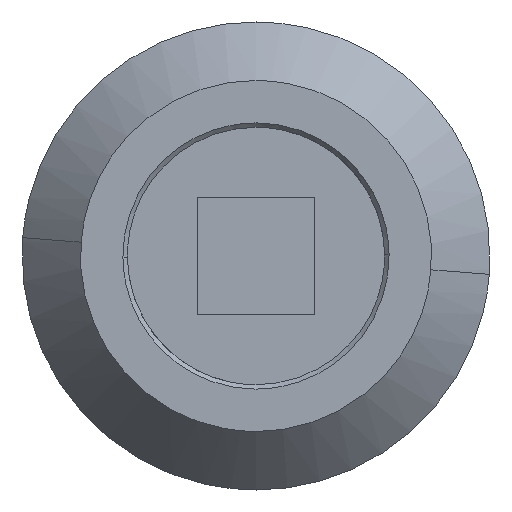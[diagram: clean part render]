
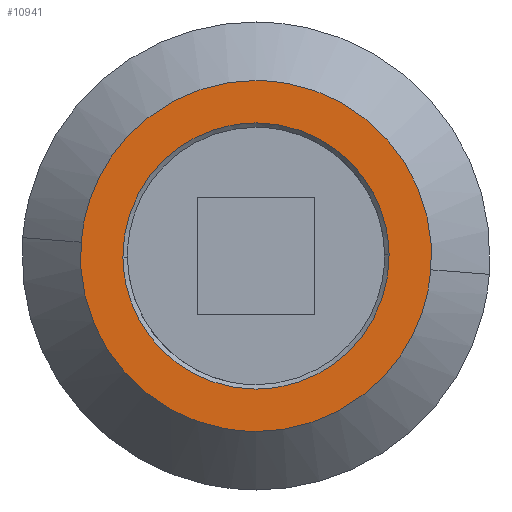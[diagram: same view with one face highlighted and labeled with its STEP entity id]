
A CAD part, front view. The second image highlights one B-rep face of the part: STEP entity #10941.
In plain terms, the highlighted free-form (B-spline) face has degree [1, 1] with [2, 2] control points.
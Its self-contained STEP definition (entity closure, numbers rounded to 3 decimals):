
#10543=CARTESIAN_POINT('',(-9.1,-6.,-0.079));
#10544=VERTEX_POINT('',#10543);
#10550=CARTESIAN_POINT('',(0.,-6.,-9.1));
#10551=VERTEX_POINT('',#10550);
#10552=CARTESIAN_POINT('',(0.,-6.,-9.1));
#10553=CARTESIAN_POINT('',(-9.021,-6.,-9.1));
#10554=CARTESIAN_POINT('',(-9.1,-6.,-0.079));
#10562=(BOUNDED_CURVE()B_SPLINE_CURVE(2,(#10552,#10553,#10554),.UNSPECIFIED.,.F.,.U.)B_SPLINE_CURVE_WITH_KNOTS((3,3),(0.5,0.748),.UNSPECIFIED.)CURVE()GEOMETRIC_REPRESENTATION_ITEM()RATIONAL_B_SPLINE_CURVE((1.0,0.709,0.996))REPRESENTATION_ITEM(''));
#10563=EDGE_CURVE('',#10551,#10544,#10562,.T.);
#10565=CARTESIAN_POINT('',(9.1,-6.,0.079));
#10566=VERTEX_POINT('',#10565);
#10567=CARTESIAN_POINT('',(9.1,-6.,0.079));
#10568=CARTESIAN_POINT('',(9.1,-6.,0.04));
#10569=CARTESIAN_POINT('',(9.1,-6.,0.));
#10570=CARTESIAN_POINT('',(9.1,-6.,-9.1));
#10571=CARTESIAN_POINT('',(0.,-6.,-9.1));
#10579=(BOUNDED_CURVE()B_SPLINE_CURVE(2,(#10567,#10568,#10569,#10570,#10571),.UNSPECIFIED.,.F.,.U.)B_SPLINE_CURVE_WITH_KNOTS((3,2,3),(0.248,0.25,0.5),.UNSPECIFIED.)CURVE()GEOMETRIC_REPRESENTATION_ITEM()RATIONAL_B_SPLINE_CURVE((0.996,0.998,1.0,0.707,1.0))REPRESENTATION_ITEM(''));
#10580=EDGE_CURVE('',#10566,#10551,#10579,.T.);
#10614=CARTESIAN_POINT('',(0.,-6.,9.1));
#10615=VERTEX_POINT('',#10614);
#10616=CARTESIAN_POINT('',(0.,-6.,9.1));
#10617=CARTESIAN_POINT('',(9.021,-6.,9.1));
#10618=CARTESIAN_POINT('',(9.1,-6.,0.079));
#10626=(BOUNDED_CURVE()B_SPLINE_CURVE(2,(#10616,#10617,#10618),.UNSPECIFIED.,.F.,.U.)B_SPLINE_CURVE_WITH_KNOTS((3,3),(0.0,0.248),.UNSPECIFIED.)CURVE()GEOMETRIC_REPRESENTATION_ITEM()RATIONAL_B_SPLINE_CURVE((1.0,0.709,0.996))REPRESENTATION_ITEM(''));
#10627=EDGE_CURVE('',#10615,#10566,#10626,.T.);
#10629=CARTESIAN_POINT('',(-9.1,-6.,-0.079));
#10630=CARTESIAN_POINT('',(-9.1,-6.,-0.04));
#10631=CARTESIAN_POINT('',(-9.1,-6.,0.));
#10632=CARTESIAN_POINT('',(-9.1,-6.,9.1));
#10633=CARTESIAN_POINT('',(0.,-6.,9.1));
#10641=(BOUNDED_CURVE()B_SPLINE_CURVE(2,(#10629,#10630,#10631,#10632,#10633),.UNSPECIFIED.,.F.,.U.)B_SPLINE_CURVE_WITH_KNOTS((3,2,3),(0.748,0.75,1.0),.UNSPECIFIED.)CURVE()GEOMETRIC_REPRESENTATION_ITEM()RATIONAL_B_SPLINE_CURVE((0.996,0.998,1.0,0.707,1.0))REPRESENTATION_ITEM(''));
#10642=EDGE_CURVE('',#10544,#10615,#10641,.T.);
#10819=CARTESIAN_POINT('',(-11.963,-6.,0.942));
#10820=VERTEX_POINT('',#10819);
#10826=CARTESIAN_POINT('',(0.,-6.,12.));
#10827=VERTEX_POINT('',#10826);
#10828=CARTESIAN_POINT('',(0.,-6.,12.));
#10829=CARTESIAN_POINT('',(-11.093,-6.,12.));
#10830=CARTESIAN_POINT('',(-11.963,-6.,0.942));
#10838=(BOUNDED_CURVE()B_SPLINE_CURVE(2,(#10828,#10829,#10830),.UNSPECIFIED.,.F.,.U.)B_SPLINE_CURVE_WITH_KNOTS((3,3),(0.0,0.236),.UNSPECIFIED.)CURVE()GEOMETRIC_REPRESENTATION_ITEM()RATIONAL_B_SPLINE_CURVE((1.0,0.723,0.97))REPRESENTATION_ITEM(''));
#10839=EDGE_CURVE('',#10827,#10820,#10838,.T.);
#10841=CARTESIAN_POINT('',(11.963,-6.,-0.942));
#10842=VERTEX_POINT('',#10841);
#10843=CARTESIAN_POINT('',(11.963,-6.,-0.942));
#10844=CARTESIAN_POINT('',(12.,-6.,-0.471));
#10845=CARTESIAN_POINT('',(12.,-6.,0.));
#10846=CARTESIAN_POINT('',(12.,-6.,12.));
#10847=CARTESIAN_POINT('',(0.,-6.,12.));
#10855=(BOUNDED_CURVE()B_SPLINE_CURVE(2,(#10843,#10844,#10845,#10846,#10847),.UNSPECIFIED.,.F.,.U.)B_SPLINE_CURVE_WITH_KNOTS((3,2,3),(0.736,0.75,1.0),.UNSPECIFIED.)CURVE()GEOMETRIC_REPRESENTATION_ITEM()RATIONAL_B_SPLINE_CURVE((0.97,0.984,1.0,0.707,1.0))REPRESENTATION_ITEM(''));
#10856=EDGE_CURVE('',#10842,#10827,#10855,.T.);
#10890=CARTESIAN_POINT('',(0.,-6.,-12.));
#10891=VERTEX_POINT('',#10890);
#10892=CARTESIAN_POINT('',(0.,-6.,-12.));
#10893=CARTESIAN_POINT('',(11.093,-6.,-12.));
#10894=CARTESIAN_POINT('',(11.963,-6.,-0.942));
#10902=(BOUNDED_CURVE()B_SPLINE_CURVE(2,(#10892,#10893,#10894),.UNSPECIFIED.,.F.,.U.)B_SPLINE_CURVE_WITH_KNOTS((3,3),(0.5,0.736),.UNSPECIFIED.)CURVE()GEOMETRIC_REPRESENTATION_ITEM()RATIONAL_B_SPLINE_CURVE((1.0,0.723,0.97))REPRESENTATION_ITEM(''));
#10903=EDGE_CURVE('',#10891,#10842,#10902,.T.);
#10905=CARTESIAN_POINT('',(-11.963,-6.,0.942));
#10906=CARTESIAN_POINT('',(-12.,-6.,0.471));
#10907=CARTESIAN_POINT('',(-12.,-6.,0.));
#10908=CARTESIAN_POINT('',(-12.,-6.,-12.));
#10909=CARTESIAN_POINT('',(0.,-6.,-12.));
#10917=(BOUNDED_CURVE()B_SPLINE_CURVE(2,(#10905,#10906,#10907,#10908,#10909),.UNSPECIFIED.,.F.,.U.)B_SPLINE_CURVE_WITH_KNOTS((3,2,3),(0.236,0.25,0.5),.UNSPECIFIED.)CURVE()GEOMETRIC_REPRESENTATION_ITEM()RATIONAL_B_SPLINE_CURVE((0.97,0.984,1.0,0.707,1.0))REPRESENTATION_ITEM(''));
#10918=EDGE_CURVE('',#10820,#10891,#10917,.T.);
#10924=CARTESIAN_POINT('',(13.195,-6.,-13.199));
#10925=CARTESIAN_POINT('',(13.195,-6.,13.199));
#10926=CARTESIAN_POINT('',(-13.195,-6.,-13.199));
#10927=CARTESIAN_POINT('',(-13.195,-6.,13.199));
#10928=B_SPLINE_SURFACE_WITH_KNOTS('',1,1,((#10924,#10926),(#10925,#10927)),.UNSPECIFIED.,.F.,.F.,.U.,(2,2),(2,2),(0.0,26.398),(0.0,26.39),.UNSPECIFIED.);
#10929=ORIENTED_EDGE('',*,*,#10839,.T.);
#10930=ORIENTED_EDGE('',*,*,#10918,.T.);
#10931=ORIENTED_EDGE('',*,*,#10903,.T.);
#10932=ORIENTED_EDGE('',*,*,#10856,.T.);
#10933=EDGE_LOOP('',(#10929,#10930,#10931,#10932));
#10934=FACE_OUTER_BOUND('',#10933,.T.);
#10935=ORIENTED_EDGE('',*,*,#10627,.T.);
#10936=ORIENTED_EDGE('',*,*,#10580,.T.);
#10937=ORIENTED_EDGE('',*,*,#10563,.T.);
#10938=ORIENTED_EDGE('',*,*,#10642,.T.);
#10939=EDGE_LOOP('',(#10935,#10936,#10937,#10938));
#10940=FACE_BOUND('',#10939,.T.);
#10941=ADVANCED_FACE('',(#10934,#10940),#10928,.T.);
